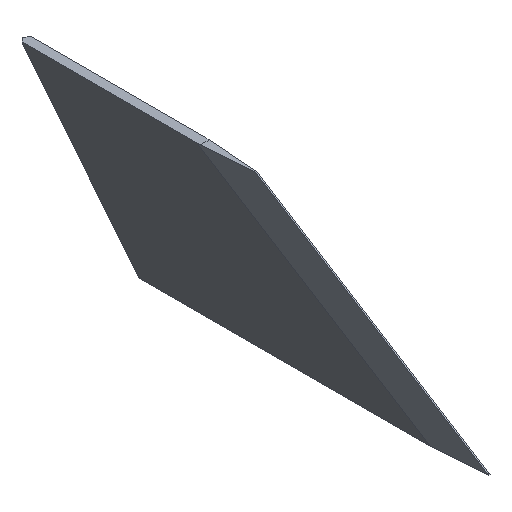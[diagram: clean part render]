
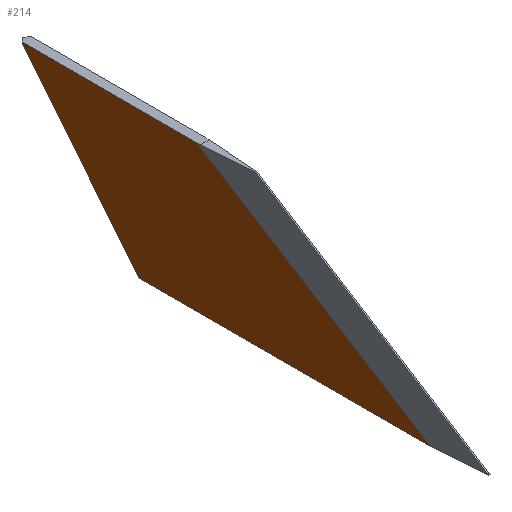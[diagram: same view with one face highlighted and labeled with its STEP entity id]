
A CAD part, isometric view. The second image highlights one B-rep face of the part: STEP entity #214.
In plain terms, the highlighted planar face has unit normal (-1, 0, 0).
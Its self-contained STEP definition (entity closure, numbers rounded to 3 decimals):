
#48=CARTESIAN_POINT('Vertex',(-2.,150.774,0.)) ;
#51=CARTESIAN_POINT('Line Origine',(-2.,176.491,32.147)) ;
#55=CARTESIAN_POINT('Vertex',(-2.,201.574,63.5)) ;
#92=CARTESIAN_POINT('Vertex',(-2.,23.962,0.)) ;
#95=CARTESIAN_POINT('Line Origine',(-2.,87.368,0.)) ;
#191=CARTESIAN_POINT('Axis2P3D Location',(-2.,0.,0.)) ;
#196=CARTESIAN_POINT('Line Origine',(-2.,74.762,31.75)) ;
#200=CARTESIAN_POINT('Vertex',(-2.,125.562,63.5)) ;
#203=CARTESIAN_POINT('Line Origine',(-2.,163.568,63.5)) ;
#53=VECTOR('Line Direction',#52,1.) ;
#97=VECTOR('Line Direction',#96,1.) ;
#198=VECTOR('Line Direction',#197,1.) ;
#205=VECTOR('Line Direction',#204,1.) ;
#52=DIRECTION('Vector Direction',(0.,-0.625,-0.781)) ;
#96=DIRECTION('Vector Direction',(0.,-1.,0.)) ;
#192=DIRECTION('Axis2P3D Direction',(1.,0.,0.)) ;
#193=DIRECTION('Axis2P3D XDirection',(0.,1.,0.)) ;
#197=DIRECTION('Vector Direction',(0.,-0.848,-0.53)) ;
#204=DIRECTION('Vector Direction',(0.,1.,0.)) ;
#194=AXIS2_PLACEMENT_3D('Plane Axis2P3D',#191,#192,#193) ;
#54=LINE('Line',#51,#53) ;
#98=LINE('Line',#95,#97) ;
#199=LINE('Line',#196,#198) ;
#206=LINE('Line',#203,#205) ;
#195=PLANE('',#194) ;
#57=EDGE_CURVE('',#49,#56,#54,.F.) ;
#99=EDGE_CURVE('',#93,#49,#98,.F.) ;
#202=EDGE_CURVE('',#201,#93,#199,.T.) ;
#207=EDGE_CURVE('',#56,#201,#206,.F.) ;
#209=ORIENTED_EDGE('',*,*,#202,.F.) ;
#210=ORIENTED_EDGE('',*,*,#207,.F.) ;
#211=ORIENTED_EDGE('',*,*,#57,.F.) ;
#212=ORIENTED_EDGE('',*,*,#99,.F.) ;
#208=EDGE_LOOP('',(#209,#210,#211,#212)) ;
#49=VERTEX_POINT('',#48) ;
#56=VERTEX_POINT('',#55) ;
#93=VERTEX_POINT('',#92) ;
#201=VERTEX_POINT('',#200) ;
#214=ADVANCED_FACE('PartBody',(#213),#195,.F.) ;
#213=FACE_OUTER_BOUND('',#208,.T.) ;
